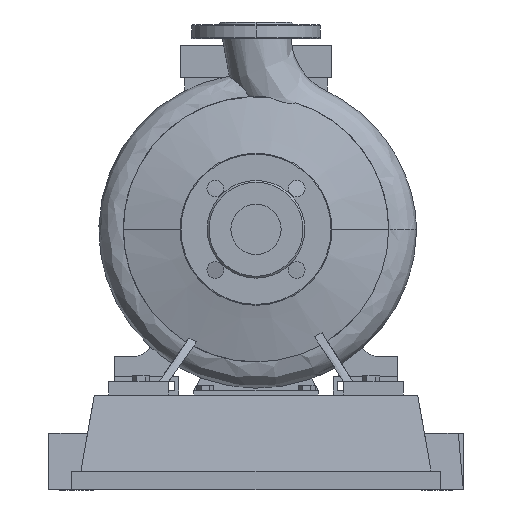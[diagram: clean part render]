
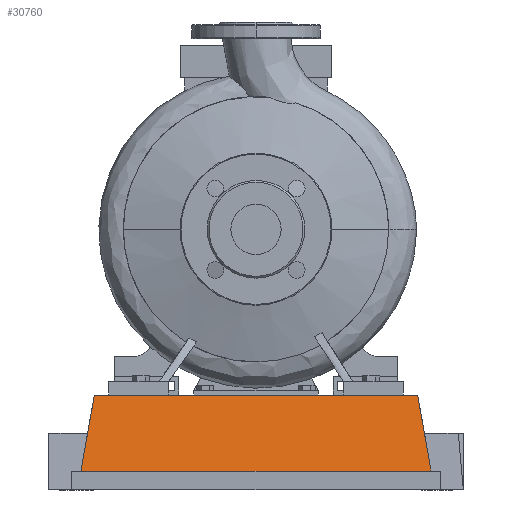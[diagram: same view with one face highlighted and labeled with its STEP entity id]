
A CAD part, left-side view. The second image highlights one B-rep face of the part: STEP entity #30760.
In plain terms, the highlighted planar face has unit normal (-0.985, 0, 0.174).
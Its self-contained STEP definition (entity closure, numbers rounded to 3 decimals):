
#28645=CARTESIAN_POINT('',(-77.5,-190.,20.6));
#28646=VERTEX_POINT('',#28645);
#28653=CARTESIAN_POINT('',(-77.5,190.0,20.6));
#28654=VERTEX_POINT('',#28653);
#28655=CARTESIAN_POINT('',(-77.5,-190.,20.6));
#28656=DIRECTION('',(0.0,1.0,0.0));
#28657=VECTOR('',#28656,380.0);
#28658=LINE('',#28655,#28657);
#28659=EDGE_CURVE('',#28646,#28654,#28658,.T.);
#30494=CARTESIAN_POINT('',(-62.971,-175.471,103.0));
#30495=VERTEX_POINT('',#30494);
#30502=CARTESIAN_POINT('',(-77.5,-190.,20.6));
#30503=DIRECTION('',(0.171,0.171,0.97));
#30504=VECTOR('',#30503,84.923);
#30505=LINE('',#30502,#30504);
#30506=EDGE_CURVE('',#28646,#30495,#30505,.T.);
#30737=CARTESIAN_POINT('',(-77.5,-190.,20.6));
#30738=DIRECTION('',(-0.985,0.,0.174));
#30739=DIRECTION('',(0.0,-1.0,0.0));
#30740=AXIS2_PLACEMENT_3D('',#30737,#30738,#30739);
#30741=PLANE('',#30740);
#30742=CARTESIAN_POINT('',(-62.971,175.471,103.0));
#30743=VERTEX_POINT('',#30742);
#30744=CARTESIAN_POINT('',(-62.971,-175.471,103.0));
#30745=DIRECTION('',(0.0,1.0,0.0));
#30746=VECTOR('',#30745,350.941);
#30747=LINE('',#30744,#30746);
#30748=EDGE_CURVE('',#30495,#30743,#30747,.T.);
#30749=ORIENTED_EDGE('',*,*,#30748,.T.);
#30750=CARTESIAN_POINT('',(-77.5,190.0,20.6));
#30751=DIRECTION('',(0.171,-0.171,0.97));
#30752=VECTOR('',#30751,84.923);
#30753=LINE('',#30750,#30752);
#30754=EDGE_CURVE('',#28654,#30743,#30753,.T.);
#30755=ORIENTED_EDGE('',*,*,#30754,.F.);
#30756=ORIENTED_EDGE('',*,*,#28659,.F.);
#30757=ORIENTED_EDGE('',*,*,#30506,.T.);
#30758=EDGE_LOOP('',(#30749,#30755,#30756,#30757));
#30759=FACE_OUTER_BOUND('',#30758,.T.);
#30760=ADVANCED_FACE('',(#30759),#30741,.T.);
